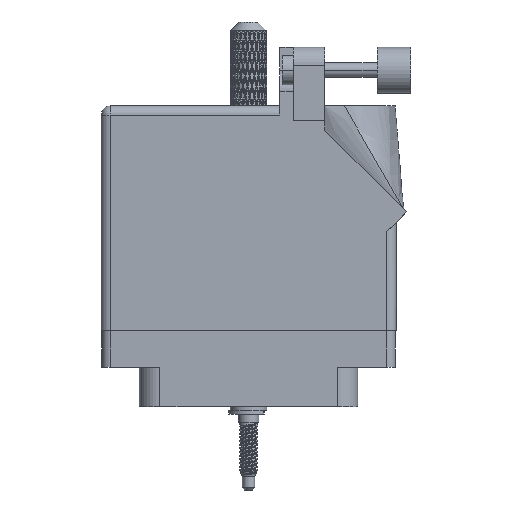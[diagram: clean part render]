
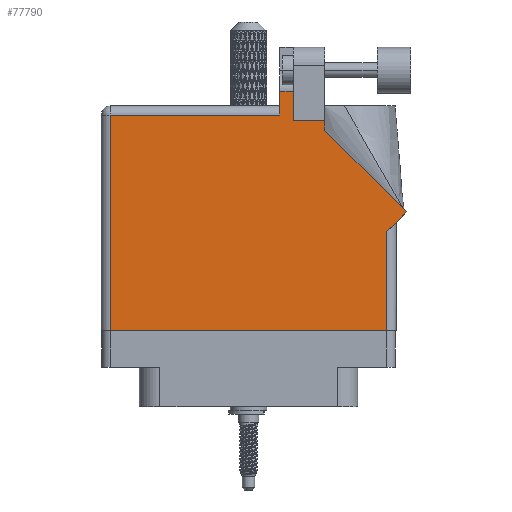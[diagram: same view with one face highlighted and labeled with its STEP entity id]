
A CAD part, front view. The second image highlights one B-rep face of the part: STEP entity #77790.
In plain terms, the highlighted face is planar.
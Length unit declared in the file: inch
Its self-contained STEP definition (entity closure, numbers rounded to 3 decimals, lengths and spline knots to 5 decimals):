
#2987 = CARTESIAN_POINT ( 'NONE',  ( -0.943, -0.1, 0.455 ) ) ;
#4864 = LINE ( 'NONE', #54077, #16382 ) ;
#5348 = LINE ( 'NONE', #45727, #105392 ) ;
#5671 = DIRECTION ( 'NONE',  ( 0., -1., 0. ) ) ;
#5901 = EDGE_CURVE ( 'NONE', #35332, #80812, #78653, .T. ) ;
#6898 = EDGE_CURVE ( 'NONE', #80812, #21241, #55341, .T. ) ;
#7169 = LINE ( 'NONE', #55574, #25247 ) ;
#8034 = LINE ( 'NONE', #88317, #54288 ) ;
#8166 = CARTESIAN_POINT ( 'NONE',  ( -1.005, 1.43, 0.455 ) ) ;
#9109 = EDGE_CURVE ( 'NONE', #26003, #100335, #87224, .T. ) ;
#10337 = LINE ( 'NONE', #76157, #23264 ) ;
#11085 = CARTESIAN_POINT ( 'NONE',  ( 0.519, 1.33, 0.455 ) ) ;
#12612 = DIRECTION ( 'NONE',  ( -1., 0., 0. ) ) ;
#14498 = VERTEX_POINT ( 'NONE', #78584 ) ;
#14997 = CARTESIAN_POINT ( 'NONE',  ( 0.212, 1.5315, 0.455 ) ) ;
#16382 = VECTOR ( 'NONE', #62744, 39.37008 ) ;
#16843 = ORIENTED_EDGE ( 'NONE', *, *, #89413, .T. ) ;
#21241 = VERTEX_POINT ( 'NONE', #91817 ) ;
#21469 = VERTEX_POINT ( 'NONE', #40359 ) ;
#22120 = LINE ( 'NONE', #33551, #51582 ) ;
#23264 = VECTOR ( 'NONE', #85840, 39.37008 ) ;
#25247 = VECTOR ( 'NONE', #5671, 39.37008 ) ;
#25913 = VERTEX_POINT ( 'NONE', #47635 ) ;
#26003 = VERTEX_POINT ( 'NONE', #77068 ) ;
#27479 = ORIENTED_EDGE ( 'NONE', *, *, #80064, .T. ) ;
#33551 = CARTESIAN_POINT ( 'NONE',  ( 1.005, 0.637, 0.455 ) ) ;
#34130 = VECTOR ( 'NONE', #70019, 39.37008 ) ;
#34851 = VECTOR ( 'NONE', #84783, 39.37008 ) ;
#35332 = VERTEX_POINT ( 'NONE', #50079 ) ;
#36659 = CARTESIAN_POINT ( 'NONE',  ( 0.306, 1.33, 0.455 ) ) ;
#39767 = PLANE ( 'NONE',  #82476 ) ;
#40359 = CARTESIAN_POINT ( 'NONE',  ( 0.943, -0.1, 0.455 ) ) ;
#40733 = DIRECTION ( 'NONE',  ( 0.707, 0.707, 0. ) ) ;
#45727 = CARTESIAN_POINT ( 'NONE',  ( 1.07571, 0.70771, 0.455 ) ) ;
#45732 = EDGE_CURVE ( 'NONE', #100335, #35332, #7169, .T. ) ;
#47635 = CARTESIAN_POINT ( 'NONE',  ( 0.519, 1.26442, 0.455 ) ) ;
#48598 = ORIENTED_EDGE ( 'NONE', *, *, #50557, .T. ) ;
#49388 = DIRECTION ( 'NONE',  ( 0., 0., -1. ) ) ;
#49443 = CARTESIAN_POINT ( 'NONE',  ( 0.63677, 1.5315, 0.455 ) ) ;
#50079 = CARTESIAN_POINT ( 'NONE',  ( 0.212, 1.368, 0.455 ) ) ;
#50557 = EDGE_CURVE ( 'NONE', #14498, #51584, #22120, .T. ) ;
#50896 = ORIENTED_EDGE ( 'NONE', *, *, #6898, .T. ) ;
#51199 = EDGE_CURVE ( 'NONE', #104759, #95927, #58002, .T. ) ;
#51582 = VECTOR ( 'NONE', #40733, 39.37008 ) ;
#51584 = VERTEX_POINT ( 'NONE', #61300 ) ;
#52067 = CARTESIAN_POINT ( 'NONE',  ( 0.519, 1.33, 0.455 ) ) ;
#54077 = CARTESIAN_POINT ( 'NONE',  ( 0.943, 0.637, 0.455 ) ) ;
#54288 = VECTOR ( 'NONE', #64926, 39.37008 ) ;
#54497 = CARTESIAN_POINT ( 'NONE',  ( -1.005, 1.368, 0.455 ) ) ;
#54567 = EDGE_CURVE ( 'NONE', #21469, #14498, #4864, .T. ) ;
#54860 = CARTESIAN_POINT ( 'NONE',  ( 0.519, 1.26442, 0.455 ) ) ;
#55341 = LINE ( 'NONE', #2987, #79773 ) ;
#55574 = CARTESIAN_POINT ( 'NONE',  ( 0.212, 1.43, 0.455 ) ) ;
#58002 = LINE ( 'NONE', #52067, #34851 ) ;
#59355 = VECTOR ( 'NONE', #12612, 39.37008 ) ;
#60699 = ORIENTED_EDGE ( 'NONE', *, *, #54567, .T. ) ;
#61300 = CARTESIAN_POINT ( 'NONE',  ( 1.07571, 0.70771, 0.455 ) ) ;
#62744 = DIRECTION ( 'NONE',  ( 0., 1., 0. ) ) ;
#64926 = DIRECTION ( 'NONE',  ( 1., 0., 0. ) ) ;
#65992 = FACE_OUTER_BOUND ( 'NONE', #67858, .T. ) ;
#67858 = EDGE_LOOP ( 'NONE', ( #74013, #98748, #99196, #82811, #50896, #16843, #60699, #48598, #27479, #105305, #99536 ) ) ;
#69063 = DIRECTION ( 'NONE',  ( 0., -1., 0. ) ) ;
#70019 = DIRECTION ( 'NONE',  ( 0., 1., 0. ) ) ;
#74013 = ORIENTED_EDGE ( 'NONE', *, *, #91320, .T. ) ;
#74305 = DIRECTION ( 'NONE',  ( -1., 0., 0. ) ) ;
#76157 = CARTESIAN_POINT ( 'NONE',  ( 0.306, 1.33, 0.455 ) ) ;
#77068 = CARTESIAN_POINT ( 'NONE',  ( 0.306, 1.5315, 0.455 ) ) ;
#77390 = CARTESIAN_POINT ( 'NONE',  ( -0.943, 1.368, 0.455 ) ) ;
#77790 = ADVANCED_FACE ( 'NONE', ( #65992 ), #39767, .F. ) ;
#78584 = CARTESIAN_POINT ( 'NONE',  ( 0.943, 0.575, 0.455 ) ) ;
#78653 = LINE ( 'NONE', #54497, #59355 ) ;
#79773 = VECTOR ( 'NONE', #69063, 39.37008 ) ;
#80064 = EDGE_CURVE ( 'NONE', #51584, #25913, #5348, .T. ) ;
#80812 = VERTEX_POINT ( 'NONE', #77390 ) ;
#82476 = AXIS2_PLACEMENT_3D ( 'NONE', #8166, #49388, #90383 ) ;
#82811 = ORIENTED_EDGE ( 'NONE', *, *, #5901, .T. ) ;
#84783 = DIRECTION ( 'NONE',  ( -1., 0., 0. ) ) ;
#85840 = DIRECTION ( 'NONE',  ( 0., 1., 0. ) ) ;
#87224 = LINE ( 'NONE', #49443, #103777 ) ;
#88317 = CARTESIAN_POINT ( 'NONE',  ( -1.005, -0.1, 0.455 ) ) ;
#89413 = EDGE_CURVE ( 'NONE', #21241, #21469, #8034, .T. ) ;
#90383 = DIRECTION ( 'NONE',  ( -1., 0., 0. ) ) ;
#91320 = EDGE_CURVE ( 'NONE', #95927, #26003, #10337, .T. ) ;
#91817 = CARTESIAN_POINT ( 'NONE',  ( -0.943, -0.1, 0.455 ) ) ;
#95927 = VERTEX_POINT ( 'NONE', #36659 ) ;
#96155 = EDGE_CURVE ( 'NONE', #25913, #104759, #105904, .T. ) ;
#98748 = ORIENTED_EDGE ( 'NONE', *, *, #9109, .T. ) ;
#99196 = ORIENTED_EDGE ( 'NONE', *, *, #45732, .T. ) ;
#99536 = ORIENTED_EDGE ( 'NONE', *, *, #51199, .T. ) ;
#100335 = VERTEX_POINT ( 'NONE', #14997 ) ;
#103432 = DIRECTION ( 'NONE',  ( -0.707, 0.707, 0. ) ) ;
#103777 = VECTOR ( 'NONE', #74305, 39.37008 ) ;
#104759 = VERTEX_POINT ( 'NONE', #11085 ) ;
#105305 = ORIENTED_EDGE ( 'NONE', *, *, #96155, .T. ) ;
#105392 = VECTOR ( 'NONE', #103432, 39.37008 ) ;
#105904 = LINE ( 'NONE', #54860, #34130 ) ;
